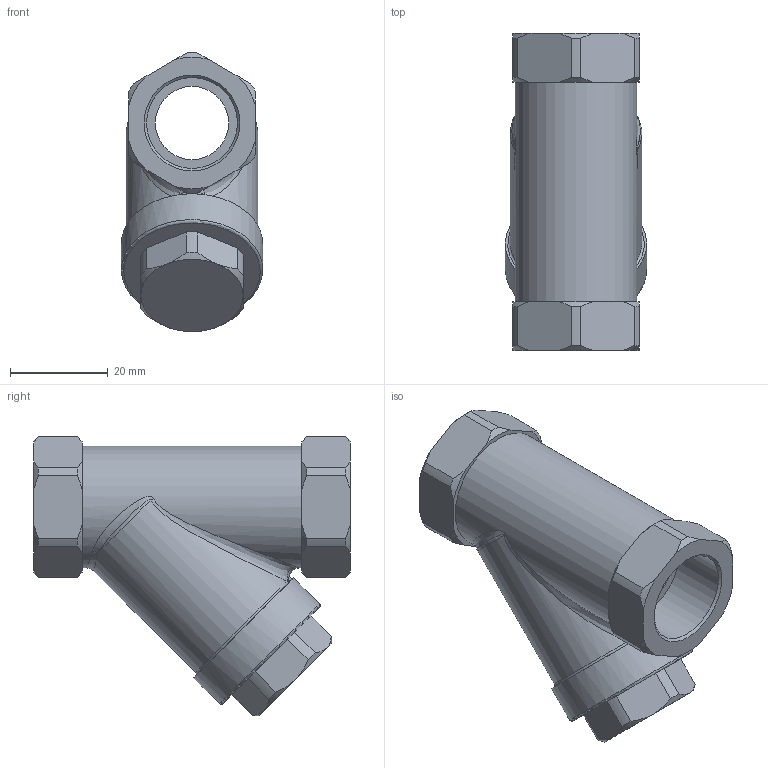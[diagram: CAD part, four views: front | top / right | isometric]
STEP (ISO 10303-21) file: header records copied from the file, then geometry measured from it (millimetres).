
FILE_DESCRIPTION(/* description */ ('Unknown'),/* implementation_level */ '2;1');
FILE_NAME(/* name */ '9180-04',/* time_stamp */ '2024-10-23T10:53:51+02:00',/* author */ ('Unknown'),/* organization */ ('Unknown'),/* preprocessor_version */ 'ST-DEVELOPER v19.4',/* originating_system */ 'Solid Edge',/* authorisation */ 'Unknown');
FILE_SCHEMA (('AUTOMOTIVE_DESIGN {1 0 10303 214 3 1 1}'));
Length unit declared in the file: millimetre
Products named in the file (1): 9180-04
Bounding box: 28.99 x 65 x 57.29 mm (x, y, z)
Volume: 39682.6 mm3; surface area: 12447.4 mm2
Topology: 1 solids, 1 shells, 98 faces, 256 edges, 165 vertices
Faces by surface type: cone 32, plane 27, cylinder 24, bspline 11, torus 4
Full cylindrical faces by diameter (mm): 15 x1, 18.631 x2, 25 x1, 29 x1
Entity records: 4062 total; most frequent: CARTESIAN_POINT 1123, ORIENTED_EDGE 484, DIRECTION 434, EDGE_CURVE 242, AXIS2_PLACEMENT_3D 184, VERTEX_POINT 160, EDGE_LOOP 114, FACE_BOUND 114
